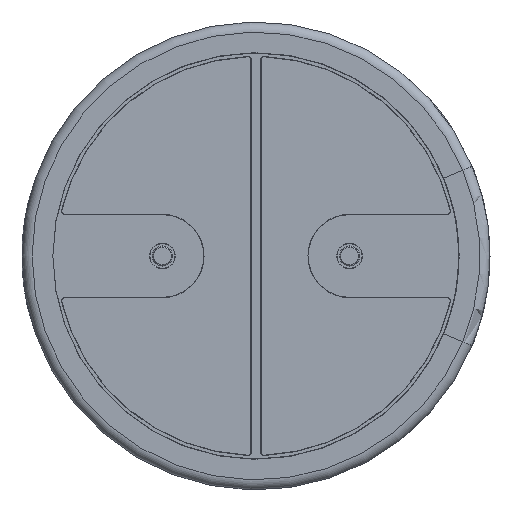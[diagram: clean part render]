
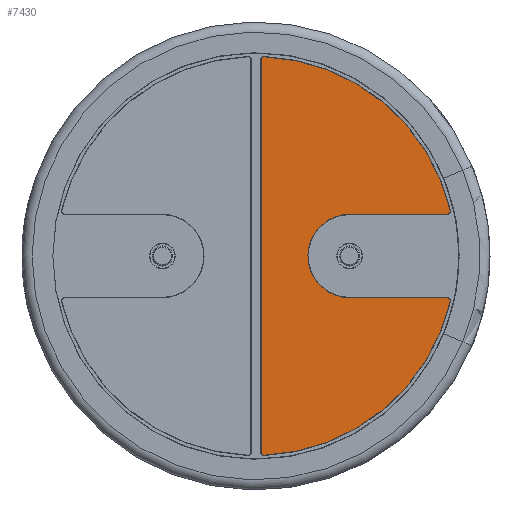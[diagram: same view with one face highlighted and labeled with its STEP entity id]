
A CAD part, front view. The second image highlights one B-rep face of the part: STEP entity #7430.
In plain terms, the highlighted planar face has unit normal (0, -1, 0).
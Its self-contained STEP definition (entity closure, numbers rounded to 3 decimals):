
#68=PLANE('',#7910);
#417=CIRCLE('',#7875,0.182);
#420=CIRCLE('',#7880,0.182);
#423=CIRCLE('',#7884,10.652);
#426=CIRCLE('',#7888,0.182);
#430=CIRCLE('',#7894,2.226);
#434=CIRCLE('',#7900,0.182);
#436=CIRCLE('',#7903,10.652);
#654=FACE_OUTER_BOUND('',#969,.T.);
#969=EDGE_LOOP('',(#6411,#6412,#6413,#6414,#6415,#6416,#6417,#6418,#6419,
#6420));
#1288=LINE('',#15355,#1578);
#1290=LINE('',#15379,#1580);
#1292=LINE('',#15391,#1582);
#1578=VECTOR('',#8975,10.);
#1580=VECTOR('',#9005,10.);
#1582=VECTOR('',#9019,10.);
#3173=VERTEX_POINT('',#15343);
#3176=VERTEX_POINT('',#15348);
#3178=VERTEX_POINT('',#15353);
#3180=VERTEX_POINT('',#15359);
#3182=VERTEX_POINT('',#15365);
#3184=VERTEX_POINT('',#15371);
#3186=VERTEX_POINT('',#15377);
#3188=VERTEX_POINT('',#15383);
#3190=VERTEX_POINT('',#15389);
#3192=VERTEX_POINT('',#15395);
#4266=EDGE_CURVE('',#3176,#3173,#417,.T.);
#4268=EDGE_CURVE('',#3178,#3176,#1288,.T.);
#4271=EDGE_CURVE('',#3180,#3178,#420,.T.);
#4274=EDGE_CURVE('',#3182,#3180,#423,.T.);
#4277=EDGE_CURVE('',#3184,#3182,#426,.T.);
#4280=EDGE_CURVE('',#3186,#3184,#1290,.T.);
#4283=EDGE_CURVE('',#3188,#3186,#430,.T.);
#4286=EDGE_CURVE('',#3190,#3188,#1292,.T.);
#4289=EDGE_CURVE('',#3192,#3190,#434,.T.);
#4291=EDGE_CURVE('',#3173,#3192,#436,.T.);
#6411=ORIENTED_EDGE('',*,*,#4266,.F.);
#6412=ORIENTED_EDGE('',*,*,#4268,.F.);
#6413=ORIENTED_EDGE('',*,*,#4271,.F.);
#6414=ORIENTED_EDGE('',*,*,#4274,.F.);
#6415=ORIENTED_EDGE('',*,*,#4277,.F.);
#6416=ORIENTED_EDGE('',*,*,#4280,.F.);
#6417=ORIENTED_EDGE('',*,*,#4283,.F.);
#6418=ORIENTED_EDGE('',*,*,#4286,.F.);
#6419=ORIENTED_EDGE('',*,*,#4289,.F.);
#6420=ORIENTED_EDGE('',*,*,#4291,.F.);
#7430=ADVANCED_FACE('',(#654),#68,.F.);
#7875=AXIS2_PLACEMENT_3D('',#15350,#8969,#8970);
#7880=AXIS2_PLACEMENT_3D('',#15361,#8981,#8982);
#7884=AXIS2_PLACEMENT_3D('',#15367,#8989,#8990);
#7888=AXIS2_PLACEMENT_3D('',#15373,#8997,#8998);
#7894=AXIS2_PLACEMENT_3D('',#15385,#9011,#9012);
#7900=AXIS2_PLACEMENT_3D('',#15397,#9025,#9026);
#7903=AXIS2_PLACEMENT_3D('',#15400,#9031,#9032);
#7910=AXIS2_PLACEMENT_3D('',#15413,#9051,#9052);
#8969=DIRECTION('center_axis',(0.,1.,0.));
#8970=DIRECTION('ref_axis',(-0.692,0.,0.722));
#8975=DIRECTION('',(0.,0.,1.));
#8981=DIRECTION('center_axis',(0.,1.,0.));
#8982=DIRECTION('ref_axis',(-0.692,0.,-0.722));
#8989=DIRECTION('center_axis',(0.,1.,0.));
#8990=DIRECTION('ref_axis',(0.637,0.,-0.771));
#8997=DIRECTION('center_axis',(0.,1.,0.));
#8998=DIRECTION('ref_axis',(0.784,0.,0.62));
#9005=DIRECTION('',(1.,0.,0.));
#9011=DIRECTION('center_axis',(0.,-1.,0.));
#9012=DIRECTION('ref_axis',(-1.,0.,0.));
#9019=DIRECTION('',(-1.,0.,0.));
#9025=DIRECTION('center_axis',(0.,1.,0.));
#9026=DIRECTION('ref_axis',(0.784,0.,-0.62));
#9031=DIRECTION('center_axis',(0.,1.,0.));
#9032=DIRECTION('ref_axis',(0.637,0.,0.771));
#9051=DIRECTION('center_axis',(0.,1.,0.));
#9052=DIRECTION('ref_axis',(0.,0.,1.));
#15343=CARTESIAN_POINT('',(0.458,-0.12,10.642));
#15348=CARTESIAN_POINT('',(0.268,-0.12,10.46));
#15350=CARTESIAN_POINT('Origin',(0.45,-0.12,10.46));
#15353=CARTESIAN_POINT('',(0.268,-0.12,-10.46));
#15355=CARTESIAN_POINT('',(0.268,-0.12,5.23));
#15359=CARTESIAN_POINT('',(0.458,-0.12,-10.642));
#15361=CARTESIAN_POINT('Origin',(0.45,-0.12,-10.46));
#15365=CARTESIAN_POINT('',(10.366,-0.12,-2.45));
#15367=CARTESIAN_POINT('Origin',(0.,-0.12,0.));
#15371=CARTESIAN_POINT('',(10.189,-0.12,-2.226));
#15373=CARTESIAN_POINT('Origin',(10.189,-0.12,-2.408));
#15377=CARTESIAN_POINT('',(5.,-0.12,-2.226));
#15379=CARTESIAN_POINT('',(7.754,-0.12,-2.226));
#15383=CARTESIAN_POINT('',(5.,-0.12,2.226));
#15385=CARTESIAN_POINT('Origin',(5.,-0.12,0.));
#15389=CARTESIAN_POINT('',(10.189,-0.12,2.226));
#15391=CARTESIAN_POINT('',(5.16,-0.12,2.226));
#15395=CARTESIAN_POINT('',(10.366,-0.12,2.45));
#15397=CARTESIAN_POINT('Origin',(10.189,-0.12,2.408));
#15400=CARTESIAN_POINT('Origin',(0.,-0.12,0.));
#15413=CARTESIAN_POINT('Origin',(5.32,-0.12,0.));
